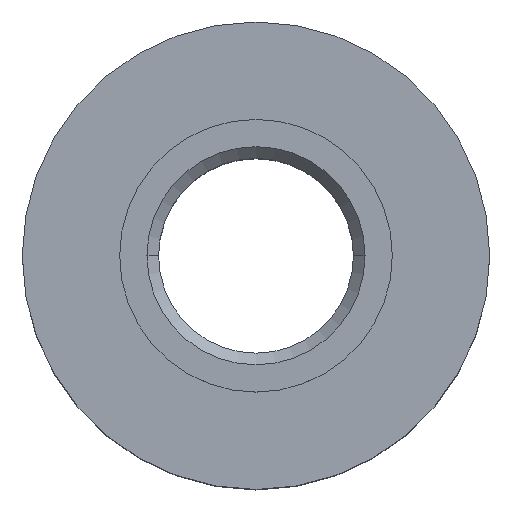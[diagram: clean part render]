
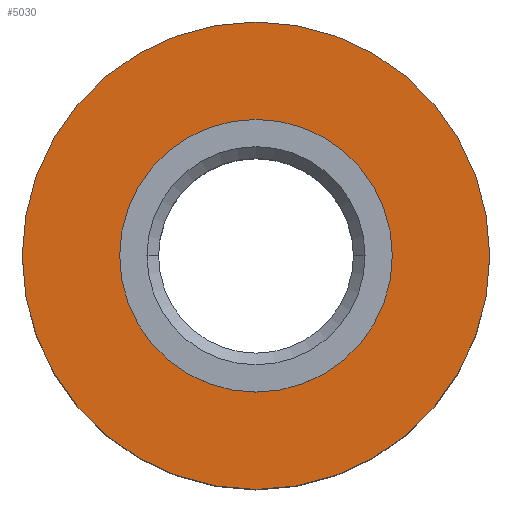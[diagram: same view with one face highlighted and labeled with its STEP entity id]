
A CAD part, top view. The second image highlights one B-rep face of the part: STEP entity #5030.
In plain terms, the highlighted planar face has unit normal (0, 0, 1).
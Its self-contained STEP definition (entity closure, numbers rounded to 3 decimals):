
#4 = EDGE_LOOP ( 'NONE', ( #2902, #2903 ) ) ;
#107 = EDGE_CURVE ( 'NONE', #3132, #3338, #1229, .T. ) ;
#586 = CARTESIAN_POINT ( 'NONE',  ( -3.5, 0., 3.75 ) ) ;
#818 = AXIS2_PLACEMENT_3D ( 'NONE', #1785, #1786, #1787 ) ;
#823 = AXIS2_PLACEMENT_3D ( 'NONE', #1811, #1812, #1813 ) ;
#850 = AXIS2_PLACEMENT_3D ( 'NONE', #1961, #1962, #1963 ) ;
#963 = AXIS2_PLACEMENT_3D ( 'NONE', #2512, #2509, #2516 ) ;
#1004 = AXIS2_PLACEMENT_3D ( 'NONE', #2635, #2636, #2637 ) ;
#1229 = CIRCLE ( 'NONE', #1004, 3.5 ) ;
#1532 = CIRCLE ( 'NONE', #818, 6. ) ;
#1558 = CIRCLE ( 'NONE', #823, 3.5 ) ;
#1652 = CIRCLE ( 'NONE', #850, 6. ) ;
#1785 = CARTESIAN_POINT ( 'NONE',  ( 0., 0., 3.75 ) ) ;
#1786 = DIRECTION ( 'NONE',  ( 0., 0., 1. ) ) ;
#1787 = DIRECTION ( 'NONE',  ( 1., 0., 0. ) ) ;
#1811 = CARTESIAN_POINT ( 'NONE',  ( 0., 0., 3.75 ) ) ;
#1812 = DIRECTION ( 'NONE',  ( 0., 0., 1. ) ) ;
#1813 = DIRECTION ( 'NONE',  ( 1., 0., 0. ) ) ;
#1961 = CARTESIAN_POINT ( 'NONE',  ( 0., 0., 3.75 ) ) ;
#1962 = DIRECTION ( 'NONE',  ( 0., 0., 1. ) ) ;
#1963 = DIRECTION ( 'NONE',  ( 1., 0., 0. ) ) ;
#2509 = DIRECTION ( 'NONE',  ( 0., 0., -1. ) ) ;
#2512 = CARTESIAN_POINT ( 'NONE',  ( 0., 3.5, 3.75 ) ) ;
#2514 = PLANE ( 'NONE',  #963 ) ;
#2516 = DIRECTION ( 'NONE',  ( -1., 0., 0. ) ) ;
#2635 = CARTESIAN_POINT ( 'NONE',  ( 0., 0., 3.75 ) ) ;
#2636 = DIRECTION ( 'NONE',  ( 0., 0., 1. ) ) ;
#2637 = DIRECTION ( 'NONE',  ( 1., 0., 0. ) ) ;
#2743 = CARTESIAN_POINT ( 'NONE',  ( 3.5, 0., 3.75 ) ) ;
#2805 = CARTESIAN_POINT ( 'NONE',  ( -6., 0., 3.75 ) ) ;
#2806 = CARTESIAN_POINT ( 'NONE',  ( 6., 0., 3.75 ) ) ;
#2900 = ORIENTED_EDGE ( 'NONE', *, *, #107, .F. ) ;
#2901 = ORIENTED_EDGE ( 'NONE', *, *, #4601, .F. ) ;
#2902 = ORIENTED_EDGE ( 'NONE', *, *, #4590, .T. ) ;
#2903 = ORIENTED_EDGE ( 'NONE', *, *, #4663, .T. ) ;
#3132 = VERTEX_POINT ( 'NONE', #2743 ) ;
#3196 = VERTEX_POINT ( 'NONE', #2805 ) ;
#3197 = VERTEX_POINT ( 'NONE', #2806 ) ;
#3338 = VERTEX_POINT ( 'NONE', #586 ) ;
#4186 = EDGE_LOOP ( 'NONE', ( #2900, #2901 ) ) ;
#4546 = FACE_BOUND ( 'NONE', #4186, .T. ) ;
#4552 = FACE_OUTER_BOUND ( 'NONE', #4, .T. ) ;
#4590 = EDGE_CURVE ( 'NONE', #3197, #3196, #1532, .T. ) ;
#4601 = EDGE_CURVE ( 'NONE', #3338, #3132, #1558, .T. ) ;
#4663 = EDGE_CURVE ( 'NONE', #3196, #3197, #1652, .T. ) ;
#5030 = ADVANCED_FACE ( 'NONE', ( #4546, #4552 ), #2514, .F. ) ;
